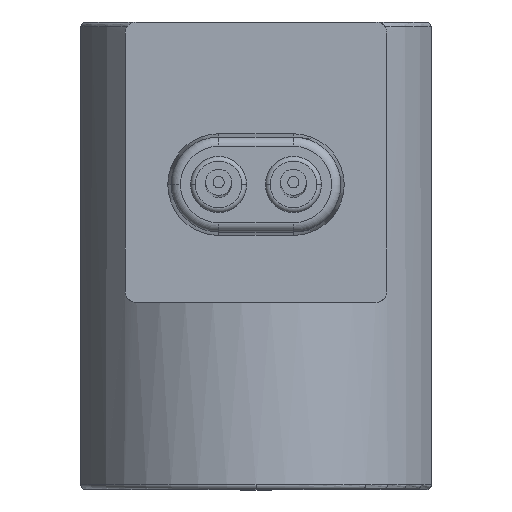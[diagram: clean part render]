
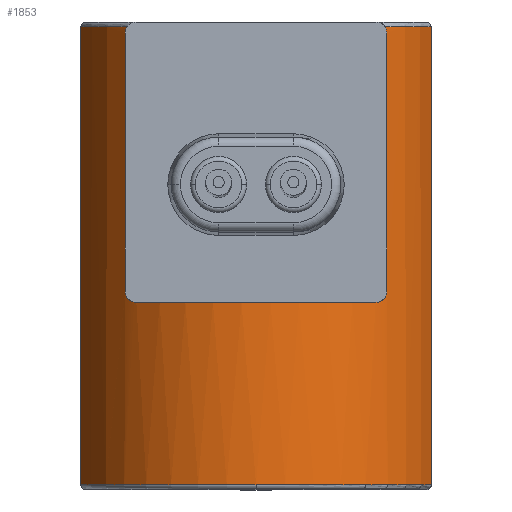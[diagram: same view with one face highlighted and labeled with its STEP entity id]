
A CAD part, top view. The second image highlights one B-rep face of the part: STEP entity #1853.
In plain terms, the highlighted cylindrical face has radius 19.5 mm (diameter 39 mm), a partial arc.
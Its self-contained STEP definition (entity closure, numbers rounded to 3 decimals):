
#18 = CARTESIAN_POINT ( 'NONE',  ( 13.898, 49.301, 13.679 ) ) ;
#22 = B_SPLINE_CURVE_WITH_KNOTS ( 'NONE', 3,
 ( #26, #1239, #942, #345, #1562, #792, #1877, #31, #1098, #103 ),
 .UNSPECIFIED., .F., .F.,
 ( 4, 2, 2, 2, 4 ),
 ( 0., 0.001, 0.001, 0.002, 0.002 ),
 .UNSPECIFIED. ) ;
#26 = CARTESIAN_POINT ( 'NONE',  ( 14., 21.2, 13.574 ) ) ;
#31 = CARTESIAN_POINT ( 'NONE',  ( 13.081, 20.025, 14.463 ) ) ;
#32 = CIRCLE ( 'NONE', #1741, 19.5 ) ;
#102 = DIRECTION ( 'NONE',  ( 0., 0., 1. ) ) ;
#103 = CARTESIAN_POINT ( 'NONE',  ( 12.8, 20., 14.711 ) ) ;
#141 = CIRCLE ( 'NONE', #1883, 19.5 ) ;
#149 = EDGE_CURVE ( 'NONE', #749, #1259, #331, .T. ) ;
#169 = CYLINDRICAL_SURFACE ( 'NONE', #1543, 19.5 ) ;
#172 = CARTESIAN_POINT ( 'NONE',  ( 18.75, 50., 5.356 ) ) ;
#173 = CARTESIAN_POINT ( 'NONE',  ( 13.977, 49.064, 13.597 ) ) ;
#197 = EDGE_CURVE ( 'NONE', #271, #1552, #1847, .T. ) ;
#206 = VECTOR ( 'NONE', #349, 1000. ) ;
#211 = DIRECTION ( 'NONE',  ( 0., -1., 0. ) ) ;
#215 = ORIENTED_EDGE ( 'NONE', *, *, #1467, .T. ) ;
#245 = CARTESIAN_POINT ( 'NONE',  ( -13.775, 49.5, 13.802 ) ) ;
#246 = CARTESIAN_POINT ( 'NONE',  ( -18.75, 49.5, 5.356 ) ) ;
#271 = VERTEX_POINT ( 'NONE', #640 ) ;
#304 = CARTESIAN_POINT ( 'NONE',  ( 13.841, 49.408, 13.736 ) ) ;
#327 = CARTESIAN_POINT ( 'NONE',  ( 13.775, 49.5, 13.802 ) ) ;
#331 = LINE ( 'NONE', #1695, #1313 ) ;
#342 = VERTEX_POINT ( 'NONE', #1267 ) ;
#345 = CARTESIAN_POINT ( 'NONE',  ( 13.803, 20.519, 13.775 ) ) ;
#349 = DIRECTION ( 'NONE',  ( 0., -1., 0. ) ) ;
#385 = CARTESIAN_POINT ( 'NONE',  ( 0., 49.5, 0. ) ) ;
#398 = DIRECTION ( 'NONE',  ( 0., -1., 0. ) ) ;
#449 = AXIS2_PLACEMENT_3D ( 'NONE', #385, #553, #1606 ) ;
#453 = CARTESIAN_POINT ( 'NONE',  ( 14., 48.933, 13.574 ) ) ;
#481 = CIRCLE ( 'NONE', #449, 19.5 ) ;
#482 = DIRECTION ( 'NONE',  ( 0., -1., 0. ) ) ;
#496 = VECTOR ( 'NONE', #211, 1000. ) ;
#508 = DIRECTION ( 'NONE',  ( 0., 1., 0. ) ) ;
#514 = ORIENTED_EDGE ( 'NONE', *, *, #1945, .T. ) ;
#533 = VERTEX_POINT ( 'NONE', #1805 ) ;
#537 = CARTESIAN_POINT ( 'NONE',  ( -14., 48.933, 13.574 ) ) ;
#543 = ORIENTED_EDGE ( 'NONE', *, *, #149, .T. ) ;
#553 = DIRECTION ( 'NONE',  ( 0., -1., 0. ) ) ;
#578 = DIRECTION ( 'NONE',  ( 0., 1., 0. ) ) ;
#581 = EDGE_CURVE ( 'NONE', #1551, #1641, #1673, .T. ) ;
#631 = B_SPLINE_CURVE_WITH_KNOTS ( 'NONE', 3,
 ( #1758, #537, #993, #1470, #1781, #1617 ),
 .UNSPECIFIED., .F., .F.,
 ( 4, 2, 4 ),
 ( 0., 0., 0.001 ),
 .UNSPECIFIED. ) ;
#640 = CARTESIAN_POINT ( 'NONE',  ( 13.775, 49.5, 13.802 ) ) ;
#690 = CARTESIAN_POINT ( 'NONE',  ( 14., 21.2, 13.574 ) ) ;
#698 = EDGE_CURVE ( 'NONE', #1552, #1665, #888, .T. ) ;
#701 = CARTESIAN_POINT ( 'NONE',  ( -18.75, 0.5, 5.356 ) ) ;
#707 = CARTESIAN_POINT ( 'NONE',  ( 0., 0.5, 0. ) ) ;
#715 = CARTESIAN_POINT ( 'NONE',  ( -13.801, 20.516, 13.776 ) ) ;
#724 = CARTESIAN_POINT ( 'NONE',  ( -14., 21.2, 13.574 ) ) ;
#732 = ORIENTED_EDGE ( 'NONE', *, *, #1448, .T. ) ;
#746 = ORIENTED_EDGE ( 'NONE', *, *, #1968, .T. ) ;
#749 = VERTEX_POINT ( 'NONE', #1616 ) ;
#760 = EDGE_LOOP ( 'NONE', ( #1497, #215, #1073, #998, #514, #1248, #860, #732, #1235, #1644, #543, #746, #925 ) ) ;
#776 = DIRECTION ( 'NONE',  ( 0., 1., 0. ) ) ;
#780 = CARTESIAN_POINT ( 'NONE',  ( -18.75, 50., 5.356 ) ) ;
#792 = CARTESIAN_POINT ( 'NONE',  ( 13.472, 20.194, 14.099 ) ) ;
#833 = CARTESIAN_POINT ( 'NONE',  ( 14., 50., 13.574 ) ) ;
#860 = ORIENTED_EDGE ( 'NONE', *, *, #698, .T. ) ;
#879 = EDGE_CURVE ( 'NONE', #533, #995, #32, .T. ) ;
#888 = LINE ( 'NONE', #833, #496 ) ;
#891 = CARTESIAN_POINT ( 'NONE',  ( -12.942, 20., 14.587 ) ) ;
#915 = DIRECTION ( 'NONE',  ( 0., 0., -1. ) ) ;
#925 = ORIENTED_EDGE ( 'NONE', *, *, #1556, .T. ) ;
#934 = LINE ( 'NONE', #172, #1926 ) ;
#942 = CARTESIAN_POINT ( 'NONE',  ( 13.954, 20.828, 13.622 ) ) ;
#949 = CARTESIAN_POINT ( 'NONE',  ( 0., 0.5, 0. ) ) ;
#992 = CARTESIAN_POINT ( 'NONE',  ( 0., 20., 0. ) ) ;
#993 = CARTESIAN_POINT ( 'NONE',  ( -13.978, 49.063, 13.597 ) ) ;
#995 = VERTEX_POINT ( 'NONE', #1450 ) ;
#998 = ORIENTED_EDGE ( 'NONE', *, *, #1347, .F. ) ;
#1044 = CARTESIAN_POINT ( 'NONE',  ( -13.953, 20.826, 13.622 ) ) ;
#1073 = ORIENTED_EDGE ( 'NONE', *, *, #1733, .T. ) ;
#1098 = CARTESIAN_POINT ( 'NONE',  ( 12.942, 20., 14.587 ) ) ;
#1169 = CARTESIAN_POINT ( 'NONE',  ( -13.347, 20.122, 14.218 ) ) ;
#1181 = CARTESIAN_POINT ( 'NONE',  ( -12.8, 20., 14.711 ) ) ;
#1182 = EDGE_CURVE ( 'NONE', #533, #749, #1382, .T. ) ;
#1201 = CARTESIAN_POINT ( 'NONE',  ( 0., 50., 0. ) ) ;
#1235 = ORIENTED_EDGE ( 'NONE', *, *, #879, .F. ) ;
#1239 = CARTESIAN_POINT ( 'NONE',  ( 14., 21.01, 13.574 ) ) ;
#1247 = AXIS2_PLACEMENT_3D ( 'NONE', #1923, #398, #1910 ) ;
#1248 = ORIENTED_EDGE ( 'NONE', *, *, #197, .T. ) ;
#1259 = VERTEX_POINT ( 'NONE', #1518 ) ;
#1267 = CARTESIAN_POINT ( 'NONE',  ( 18.75, 0.5, 5.356 ) ) ;
#1285 = CIRCLE ( 'NONE', #1499, 19.5 ) ;
#1303 = CARTESIAN_POINT ( 'NONE',  ( 14., 48.8, 13.574 ) ) ;
#1313 = VECTOR ( 'NONE', #776, 1000. ) ;
#1339 = CARTESIAN_POINT ( 'NONE',  ( 0., 0.5, 19.5 ) ) ;
#1347 = EDGE_CURVE ( 'NONE', #1698, #342, #934, .T. ) ;
#1375 = FACE_OUTER_BOUND ( 'NONE', #760, .T. ) ;
#1382 = B_SPLINE_CURVE_WITH_KNOTS ( 'NONE', 3,
 ( #1181, #891, #1489, #1169, #1645, #1509, #715, #1044, #1482, #724 ),
 .UNSPECIFIED., .F., .F.,
 ( 4, 2, 2, 2, 4 ),
 ( 0., 0.001, 0.001, 0.002, 0.002 ),
 .UNSPECIFIED. ) ;
#1407 = CARTESIAN_POINT ( 'NONE',  ( 18.75, 49.5, 5.356 ) ) ;
#1448 = EDGE_CURVE ( 'NONE', #1665, #995, #22, .T. ) ;
#1450 = CARTESIAN_POINT ( 'NONE',  ( 12.8, 20., 14.711 ) ) ;
#1467 = EDGE_CURVE ( 'NONE', #1641, #1815, #1285, .T. ) ;
#1470 = CARTESIAN_POINT ( 'NONE',  ( -13.898, 49.301, 13.679 ) ) ;
#1482 = CARTESIAN_POINT ( 'NONE',  ( -14., 21.01, 13.574 ) ) ;
#1489 = CARTESIAN_POINT ( 'NONE',  ( -13.08, 20.024, 14.464 ) ) ;
#1497 = ORIENTED_EDGE ( 'NONE', *, *, #581, .T. ) ;
#1499 = AXIS2_PLACEMENT_3D ( 'NONE', #707, #578, #102 ) ;
#1509 = CARTESIAN_POINT ( 'NONE',  ( -13.698, 20.39, 13.879 ) ) ;
#1518 = CARTESIAN_POINT ( 'NONE',  ( -14., 48.8, 13.574 ) ) ;
#1543 = AXIS2_PLACEMENT_3D ( 'NONE', #1201, #1675, #915 ) ;
#1551 = VERTEX_POINT ( 'NONE', #246 ) ;
#1552 = VERTEX_POINT ( 'NONE', #1303 ) ;
#1556 = EDGE_CURVE ( 'NONE', #1872, #1551, #1571, .T. ) ;
#1562 = CARTESIAN_POINT ( 'NONE',  ( 13.701, 20.394, 13.876 ) ) ;
#1571 = CIRCLE ( 'NONE', #1247, 19.5 ) ;
#1602 = DIRECTION ( 'NONE',  ( 0., 1., 0. ) ) ;
#1606 = DIRECTION ( 'NONE',  ( 0., 0., 1. ) ) ;
#1616 = CARTESIAN_POINT ( 'NONE',  ( -14., 21.2, 13.574 ) ) ;
#1617 = CARTESIAN_POINT ( 'NONE',  ( -13.775, 49.5, 13.802 ) ) ;
#1641 = VERTEX_POINT ( 'NONE', #701 ) ;
#1644 = ORIENTED_EDGE ( 'NONE', *, *, #1182, .T. ) ;
#1645 = CARTESIAN_POINT ( 'NONE',  ( -13.472, 20.194, 14.099 ) ) ;
#1665 = VERTEX_POINT ( 'NONE', #690 ) ;
#1673 = LINE ( 'NONE', #780, #206 ) ;
#1675 = DIRECTION ( 'NONE',  ( 0., -1., 0. ) ) ;
#1695 = CARTESIAN_POINT ( 'NONE',  ( -14., 50., 13.574 ) ) ;
#1698 = VERTEX_POINT ( 'NONE', #1407 ) ;
#1701 = CARTESIAN_POINT ( 'NONE',  ( 14., 48.8, 13.574 ) ) ;
#1733 = EDGE_CURVE ( 'NONE', #1815, #342, #141, .T. ) ;
#1741 = AXIS2_PLACEMENT_3D ( 'NONE', #992, #1602, #1763 ) ;
#1758 = CARTESIAN_POINT ( 'NONE',  ( -14., 48.8, 13.574 ) ) ;
#1763 = DIRECTION ( 'NONE',  ( 0., 0., 1. ) ) ;
#1781 = CARTESIAN_POINT ( 'NONE',  ( -13.841, 49.408, 13.737 ) ) ;
#1805 = CARTESIAN_POINT ( 'NONE',  ( -12.8, 20., 14.711 ) ) ;
#1815 = VERTEX_POINT ( 'NONE', #1339 ) ;
#1847 = B_SPLINE_CURVE_WITH_KNOTS ( 'NONE', 3,
 ( #327, #304, #18, #173, #453, #1701 ),
 .UNSPECIFIED., .F., .F.,
 ( 4, 2, 4 ),
 ( 0.001, 0.002, 0.002 ),
 .UNSPECIFIED. ) ;
#1853 = ADVANCED_FACE ( 'NONE', ( #1375 ), #169, .T. ) ;
#1872 = VERTEX_POINT ( 'NONE', #245 ) ;
#1877 = CARTESIAN_POINT ( 'NONE',  ( 13.348, 20.123, 14.217 ) ) ;
#1883 = AXIS2_PLACEMENT_3D ( 'NONE', #949, #508, #1887 ) ;
#1887 = DIRECTION ( 'NONE',  ( 0., 0., 1. ) ) ;
#1910 = DIRECTION ( 'NONE',  ( 0., 0., 1. ) ) ;
#1923 = CARTESIAN_POINT ( 'NONE',  ( 0., 49.5, 0. ) ) ;
#1926 = VECTOR ( 'NONE', #482, 1000. ) ;
#1945 = EDGE_CURVE ( 'NONE', #1698, #271, #481, .T. ) ;
#1968 = EDGE_CURVE ( 'NONE', #1259, #1872, #631, .T. ) ;
